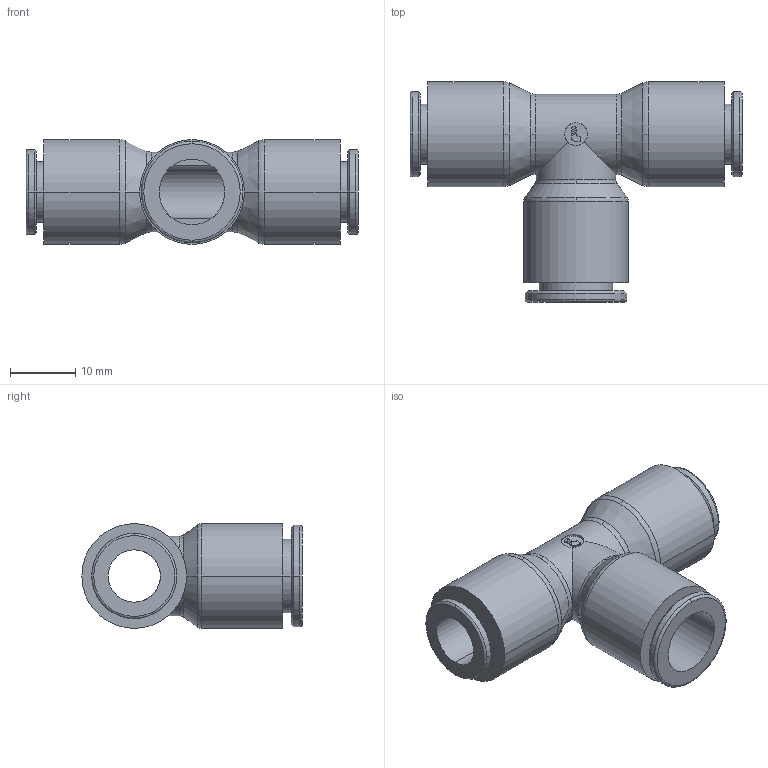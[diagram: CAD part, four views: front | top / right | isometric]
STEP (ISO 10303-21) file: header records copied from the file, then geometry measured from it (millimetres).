
FILE_DESCRIPTION(('STEP AP214'),'1');
FILE_NAME('3104_08_10.stp','2016-07-07T14:57:41',('TraceParts'),('TraceParts S.A.'),'Spatial InterOp 3D',' ',' ');
FILE_SCHEMA(('automotive_design'));
Length unit declared in the file: millimetre
Products named in the file (1): 1
Bounding box: 50.7 x 33.65 x 16 mm (x, y, z)
Volume: 7536.2 mm3; surface area: 5953.2 mm2
Topology: 1 solids, 1 shells, 93 faces, 242 edges, 159 vertices
Faces by surface type: cylinder 35, plane 28, torus 18, cone 12
Entity records: 3208 total; most frequent: CARTESIAN_POINT 775, DIRECTION 564, ORIENTED_EDGE 484, EDGE_CURVE 242, AXIS2_PLACEMENT_3D 237, VERTEX_POINT 159, CIRCLE 139, EDGE_LOOP 105
